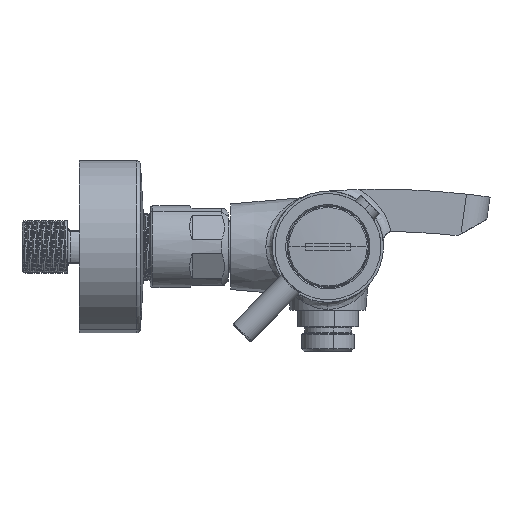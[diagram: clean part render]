
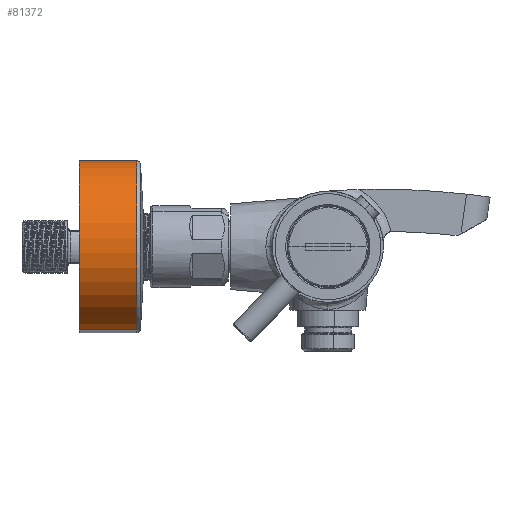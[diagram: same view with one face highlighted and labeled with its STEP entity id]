
A CAD part, left-side view. The second image highlights one B-rep face of the part: STEP entity #81372.
In plain terms, the highlighted cylindrical face has radius 33.75 mm (diameter 67.5 mm), a partial arc.
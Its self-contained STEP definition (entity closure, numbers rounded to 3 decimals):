
#2223 = DIRECTION ( 'NONE',  ( 0., -1., 0. ) ) ;
#4337 = EDGE_CURVE ( 'NONE', #90106, #110997, #79261, .T. ) ;
#11527 = DIRECTION ( 'NONE',  ( 0., -1., 0. ) ) ;
#12517 = CARTESIAN_POINT ( 'NONE',  ( -83.615, 74.819, -32.496 ) ) ;
#18307 = CARTESIAN_POINT ( 'NONE',  ( -74.5, 74.819, 0. ) ) ;
#21118 = DIRECTION ( 'NONE',  ( 0., -1., 0. ) ) ;
#21287 = DIRECTION ( 'NONE',  ( 0., -1., 0. ) ) ;
#25750 = ORIENTED_EDGE ( 'NONE', *, *, #36356, .T. ) ;
#27675 = AXIS2_PLACEMENT_3D ( 'NONE', #39730, #21287, #82480 ) ;
#34527 = EDGE_CURVE ( 'NONE', #68210, #90106, #57447, .T. ) ;
#35637 = DIRECTION ( 'NONE',  ( -0.27, 0., -0.963 ) ) ;
#36356 = EDGE_CURVE ( 'NONE', #68210, #42699, #77454, .T. ) ;
#36907 = CARTESIAN_POINT ( 'NONE',  ( -83.615, 69.72, -32.496 ) ) ;
#38637 = CYLINDRICAL_SURFACE ( 'NONE', #62358, 33.75 ) ;
#39730 = CARTESIAN_POINT ( 'NONE',  ( -74.5, 97.2, 0. ) ) ;
#40329 = FACE_OUTER_BOUND ( 'NONE', #101506, .T. ) ;
#42699 = VERTEX_POINT ( 'NONE', #46399 ) ;
#46399 = CARTESIAN_POINT ( 'NONE',  ( -83.615, 97.2, -32.496 ) ) ;
#49311 = EDGE_CURVE ( 'NONE', #42699, #110997, #81343, .T. ) ;
#55740 = VECTOR ( 'NONE', #2223, 1000. ) ;
#57447 = LINE ( 'NONE', #92666, #104938 ) ;
#58212 = CARTESIAN_POINT ( 'NONE',  ( -74.5, 69.72, 0. ) ) ;
#62358 = AXIS2_PLACEMENT_3D ( 'NONE', #58212, #11527, #100378 ) ;
#65248 = ORIENTED_EDGE ( 'NONE', *, *, #4337, .F. ) ;
#68109 = AXIS2_PLACEMENT_3D ( 'NONE', #18307, #82319, #35637 ) ;
#68210 = VERTEX_POINT ( 'NONE', #72570 ) ;
#71314 = ORIENTED_EDGE ( 'NONE', *, *, #34527, .F. ) ;
#71739 = ORIENTED_EDGE ( 'NONE', *, *, #49311, .T. ) ;
#72570 = CARTESIAN_POINT ( 'NONE',  ( -65.385, 97.2, 32.496 ) ) ;
#77454 = CIRCLE ( 'NONE', #27675, 33.75 ) ;
#79261 = CIRCLE ( 'NONE', #68109, 33.75 ) ;
#81343 = LINE ( 'NONE', #36907, #55740 ) ;
#81372 = ADVANCED_FACE ( 'NONE', ( #40329 ), #38637, .T. ) ;
#82319 = DIRECTION ( 'NONE',  ( 0., -1., 0. ) ) ;
#82480 = DIRECTION ( 'NONE',  ( -0.27, 0., -0.963 ) ) ;
#90106 = VERTEX_POINT ( 'NONE', #108047 ) ;
#92666 = CARTESIAN_POINT ( 'NONE',  ( -65.385, 69.72, 32.496 ) ) ;
#100378 = DIRECTION ( 'NONE',  ( -0.27, 0., -0.963 ) ) ;
#101506 = EDGE_LOOP ( 'NONE', ( #71314, #25750, #71739, #65248 ) ) ;
#104938 = VECTOR ( 'NONE', #21118, 1000. ) ;
#108047 = CARTESIAN_POINT ( 'NONE',  ( -65.385, 74.819, 32.496 ) ) ;
#110997 = VERTEX_POINT ( 'NONE', #12517 ) ;
